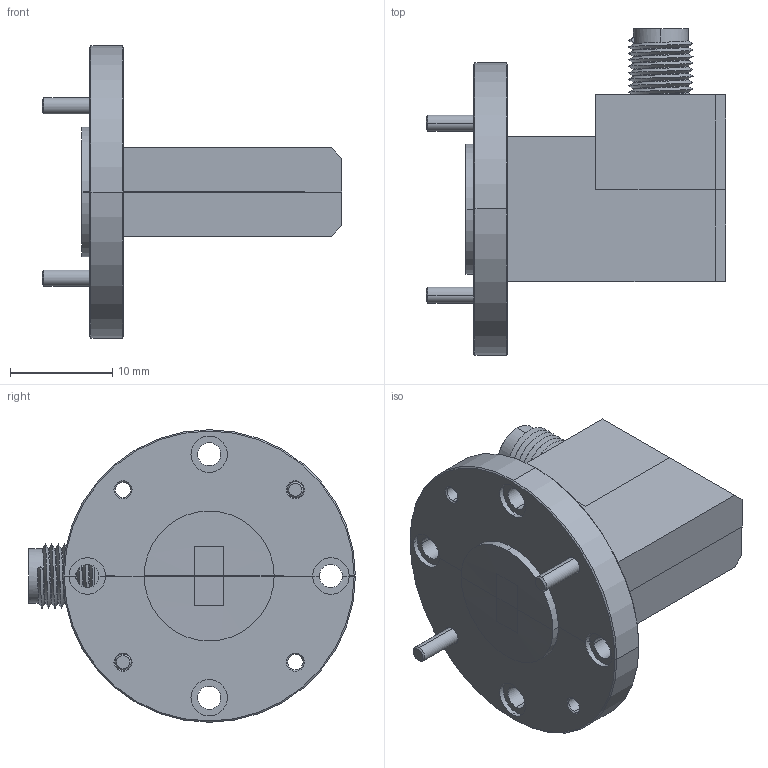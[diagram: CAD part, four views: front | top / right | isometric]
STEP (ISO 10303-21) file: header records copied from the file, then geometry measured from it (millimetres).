
FILE_DESCRIPTION (( 'STEP AP203' ), '1' );
FILE_NAME ('DMFD-22-101-1, df.STEP', '2017-08-07T18:09:08', ( '' ), ( '' ), 'SwSTEP 2.0', 'SolidWorks 2013', '' );
FILE_SCHEMA (( 'CONFIG_CONTROL_DESIGN' ));
Length unit declared in the file: inch
Products named in the file (1): DMFD-22-101-1, df
Bounding box: 29.27 x 31.95 x 28.6 mm (x, y, z)
Surface area: 3202.4 mm2 (no closed solid volume)
Topology: 0 solids, 5 shells, 120 faces, 331 edges, 217 vertices
Faces by surface type: cylinder 58, plane 39, cone 21, bspline 2
Entity records: 4958 total; most frequent: CARTESIAN_POINT 1902, DIRECTION 633, ORIENTED_EDGE 577, EDGE_CURVE 331, AXIS2_PLACEMENT_3D 224, VERTEX_POINT 217, VECTOR 185, LINE 185
